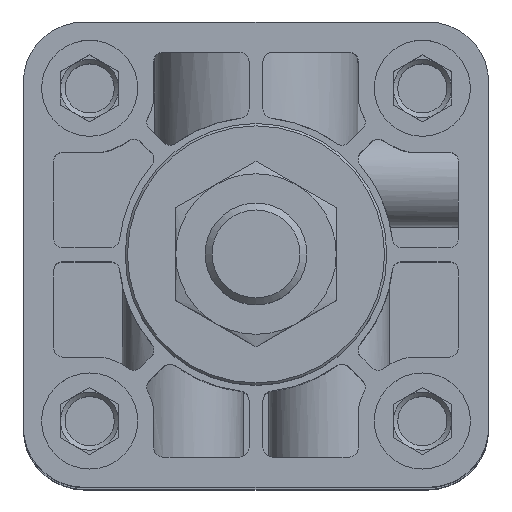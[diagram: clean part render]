
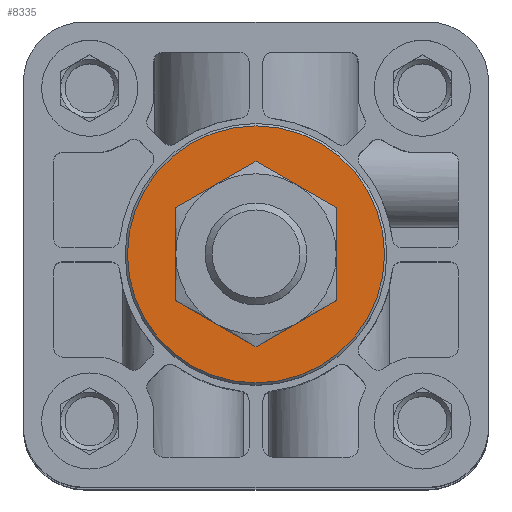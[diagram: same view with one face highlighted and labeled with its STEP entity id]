
A CAD part, top view. The second image highlights one B-rep face of the part: STEP entity #8335.
In plain terms, the highlighted face is planar.
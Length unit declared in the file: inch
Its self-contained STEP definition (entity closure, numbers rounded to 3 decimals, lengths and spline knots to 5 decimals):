
#257=PLANE('',#9212);
#671=CIRCLE('',#9213,0.5525);
#672=CIRCLE('',#9214,0.3125);
#3555=ORIENTED_EDGE('',*,*,#5331,.F.);
#3556=ORIENTED_EDGE('',*,*,#5332,.T.);
#5331=EDGE_CURVE('',#6237,#6237,#671,.T.);
#5332=EDGE_CURVE('',#6238,#6238,#672,.T.);
#6237=VERTEX_POINT('',#14426);
#6238=VERTEX_POINT('',#14428);
#6899=EDGE_LOOP('',(#3555));
#6900=EDGE_LOOP('',(#3556));
#7533=FACE_BOUND('',#6899,.T.);
#7534=FACE_BOUND('',#6900,.T.);
#8335=ADVANCED_FACE('',(#7533,#7534),#257,.F.);
#9212=AXIS2_PLACEMENT_3D('',#14424,#11294,#11295);
#9213=AXIS2_PLACEMENT_3D('',#14425,#11296,#11297);
#9214=AXIS2_PLACEMENT_3D('',#14427,#11298,#11299);
#11294=DIRECTION('',(1.,0.,0.));
#11295=DIRECTION('',(0.,0.,-1.));
#11296=DIRECTION('',(1.,0.,0.));
#11297=DIRECTION('',(0.,0.,-1.));
#11298=DIRECTION('',(1.,0.,0.));
#11299=DIRECTION('',(0.,0.,-1.));
#14424=CARTESIAN_POINT('',(-0.625,0.,0.));
#14425=CARTESIAN_POINT('',(-0.625,0.,0.));
#14426=CARTESIAN_POINT('',(-0.625,0.,-0.5525));
#14427=CARTESIAN_POINT('',(-0.625,0.,0.));
#14428=CARTESIAN_POINT('',(-0.625,0.,-0.3125));
